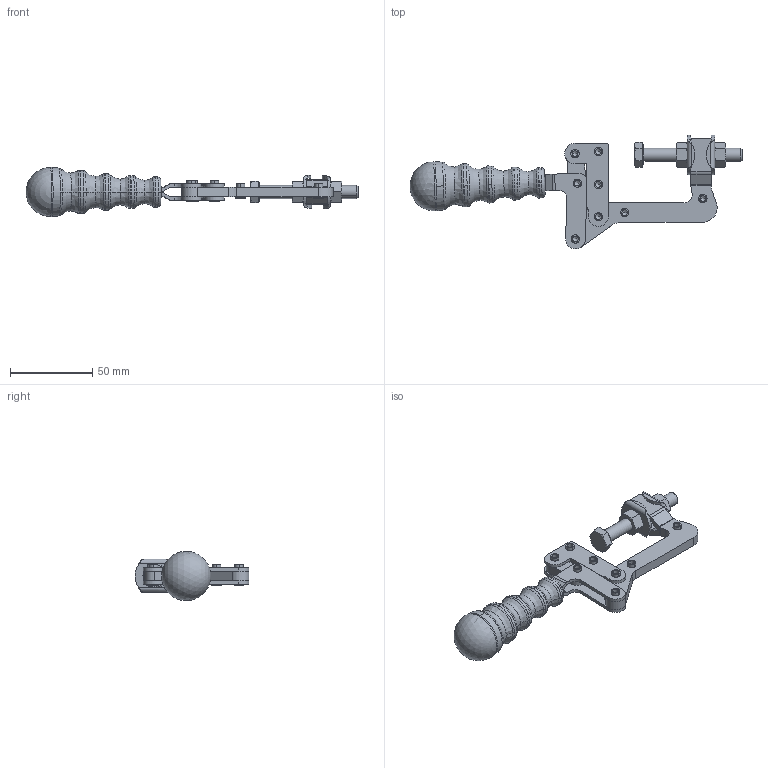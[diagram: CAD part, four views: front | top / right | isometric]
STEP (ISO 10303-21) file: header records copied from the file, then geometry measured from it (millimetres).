
FILE_DESCRIPTION((''),'2;1');
FILE_NAME('502.stp','2005-09-01T11:56:24',('CAD'),(''),'Autodesk Inventor 8','Autodesk Inventor 8','');
FILE_SCHEMA(('AUTOMOTIVE_DESIGN { 1 0 10303 214 1 1 1 1 }'));
Length unit declared in the file: millimetre
Products named in the file (1): Part54
Bounding box: 201.87 x 69.18 x 30 mm (x, y, z)
Volume: 57312.1 mm3; surface area: 23972.3 mm2
Topology: 1 solids, 2 shells, 427 faces, 1120 edges, 696 vertices
Faces by surface type: cylinder 110, bspline 107, plane 106, cone 60, torus 42, sphere 2
Entity records: 16419 total; most frequent: CARTESIAN_POINT 6114, DIRECTION 2219, ORIENTED_EDGE 2196, EDGE_CURVE 1098, AXIS2_PLACEMENT_3D 883, VERTEX_POINT 694, CIRCLE 562, EDGE_LOOP 462
